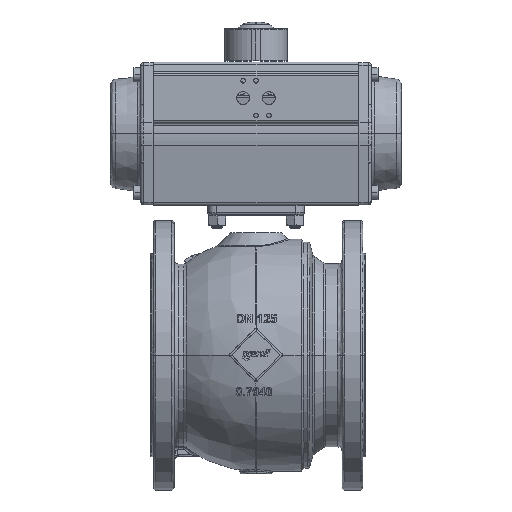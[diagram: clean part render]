
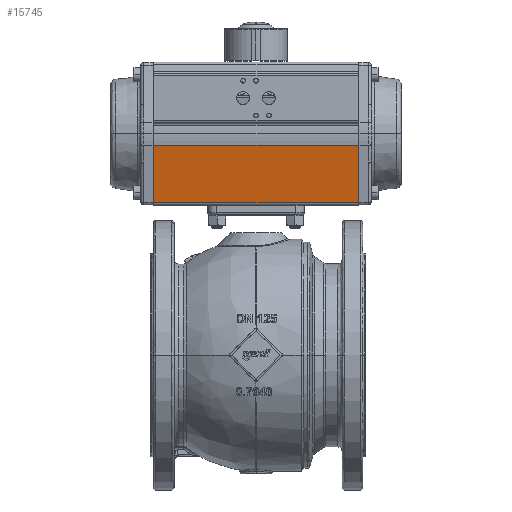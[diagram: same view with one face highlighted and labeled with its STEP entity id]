
A CAD part, top view. The second image highlights one B-rep face of the part: STEP entity #15745.
In plain terms, the highlighted planar face has unit normal (0, 0.185, -0.983).
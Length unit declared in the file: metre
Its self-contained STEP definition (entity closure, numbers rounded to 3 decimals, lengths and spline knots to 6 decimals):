
#6383 = CARTESIAN_POINT ( 'NONE',  ( 0.049829, 0.130936, 0.31046 ) ) ;
#7551 = VECTOR ( 'NONE', #70893, 1. ) ;
#8418 = VERTEX_POINT ( 'NONE', #38202 ) ;
#8728 = VECTOR ( 'NONE', #47011, 1. ) ;
#11921 = CARTESIAN_POINT ( 'NONE',  ( 0.049829, 0.130936, 0.31046 ) ) ;
#15324 = ORIENTED_EDGE ( 'NONE', *, *, #34630, .T. ) ;
#15745 = ADVANCED_FACE ( 'NONE', ( #74487 ), #33417, .T. ) ;
#18332 = DIRECTION ( 'NONE',  ( 1., 0., 0. ) ) ;
#22718 = VERTEX_POINT ( 'NONE', #49107 ) ;
#26096 = DIRECTION ( 'NONE',  ( 0., 0.983, 0.185 ) ) ;
#26505 = ORIENTED_EDGE ( 'NONE', *, *, #54537, .T. ) ;
#27736 = CARTESIAN_POINT ( 'NONE',  ( 0.049829, 0.130936, 0.31046 ) ) ;
#30546 = VERTEX_POINT ( 'NONE', #6383 ) ;
#33060 = EDGE_CURVE ( 'NONE', #8418, #30546, #41951, .T. ) ;
#33417 = PLANE ( 'NONE',  #33581 ) ;
#33581 = AXIS2_PLACEMENT_3D ( 'NONE', #11921, #54503, #26096 ) ;
#34630 = EDGE_CURVE ( 'NONE', #30546, #22718, #77765, .T. ) ;
#38202 = CARTESIAN_POINT ( 'NONE',  ( 0.049829, 0.184361, 0.320509 ) ) ;
#39645 = CARTESIAN_POINT ( 'NONE',  ( -0.140171, 0.130936, 0.31046 ) ) ;
#41655 = CARTESIAN_POINT ( 'NONE',  ( -0.140171, 0.184361, 0.320509 ) ) ;
#41951 = LINE ( 'NONE', #27736, #8728 ) ;
#43480 = VECTOR ( 'NONE', #18332, 1. ) ;
#44744 = VECTOR ( 'NONE', #74792, 1. ) ;
#47011 = DIRECTION ( 'NONE',  ( 0., -0.983, -0.185 ) ) ;
#49107 = CARTESIAN_POINT ( 'NONE',  ( -0.140171, 0.130936, 0.31046 ) ) ;
#54503 = DIRECTION ( 'NONE',  ( 0., 0.185, -0.983 ) ) ;
#54537 = EDGE_CURVE ( 'NONE', #67513, #8418, #73112, .T. ) ;
#61855 = ORIENTED_EDGE ( 'NONE', *, *, #33060, .T. ) ;
#67513 = VERTEX_POINT ( 'NONE', #41655 ) ;
#67674 = EDGE_CURVE ( 'NONE', #22718, #67513, #82123, .T. ) ;
#70013 = CARTESIAN_POINT ( 'NONE',  ( 0.049829, 0.130936, 0.31046 ) ) ;
#70109 = ORIENTED_EDGE ( 'NONE', *, *, #67674, .T. ) ;
#70893 = DIRECTION ( 'NONE',  ( -1., 0., 0. ) ) ;
#73112 = LINE ( 'NONE', #79575, #43480 ) ;
#74487 = FACE_OUTER_BOUND ( 'NONE', #79966, .T. ) ;
#74792 = DIRECTION ( 'NONE',  ( 0., 0.983, 0.185 ) ) ;
#77765 = LINE ( 'NONE', #70013, #7551 ) ;
#79575 = CARTESIAN_POINT ( 'NONE',  ( 0.049829, 0.184361, 0.320509 ) ) ;
#79966 = EDGE_LOOP ( 'NONE', ( #15324, #70109, #26505, #61855 ) ) ;
#82123 = LINE ( 'NONE', #39645, #44744 ) ;
